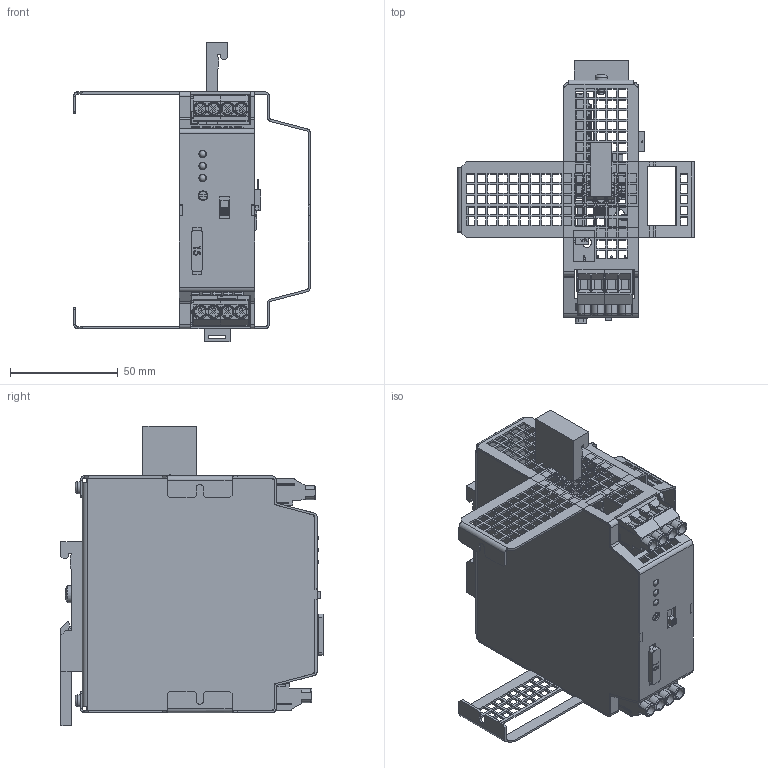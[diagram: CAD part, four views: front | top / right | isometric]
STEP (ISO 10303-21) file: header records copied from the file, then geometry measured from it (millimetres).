
FILE_DESCRIPTION( ( 'Unknown' ), '1' );
FILE_NAME( 'TSP-BCM24.stp', 'Unknown', ( 'Unknown' ), ( 'Unknown' ), 'PSStep 13.0', 'Unknown', ' ' );
FILE_SCHEMA( ( 'AUTOMOTIVE_DESIGN { 1 0 10303 214 1 1 1 1 }' ) );
Length unit declared in the file: millimetre
Products named in the file (15): Assem1; 24600201-CHASSIS; 24600202-HOOD; 24300124-HOOK; 24300137-LATCH; 21500023-LED; 22200016-POT; 23500099-CONNECTOR; 23300023-SWITCH; 23800048-FUSE; 24500067-SCREW; 24500045-SCREW; 23500373-CONNECTOR; 24500023-SCREW; 23500275-CONNECTOR
Bounding box: 110 x 121.79 x 139 mm (x, y, z)
Volume: 132963.6 mm3; surface area: 177408.2 mm2
Topology: 35 solids, 35 shells, 5018 faces, 13313 edges, 8592 vertices
Faces by surface type: plane 3910, cylinder 746, cone 225, torus 71, sphere 26, bspline 24, extrusion 16
Full cylindrical faces by diameter (mm): 0.457 x2, 0.5 x14, 1.2 x20, 1.25 x20, 1.6 x18, 2 x2, 2.146 x4, 2.186 x18, 2.4 x4, 2.454 x39, 2.5 x4, 2.9 x12, 3 x40, 3.2 x12, 3.5 x6, 4 x32, 4.4 x2, 4.5 x2, 5.6 x6, 8 x2
Entity records: 92583 total; most frequent: CARTESIAN_POINT 13152, ORIENTED_EDGE 10816, DIRECTION 10331, EDGE_CURVE 5408, VECTOR 4617, LINE 4609, PRESENTATION_STYLE_ASSIGNMENT 4129, COLOUR_RGB 4129
